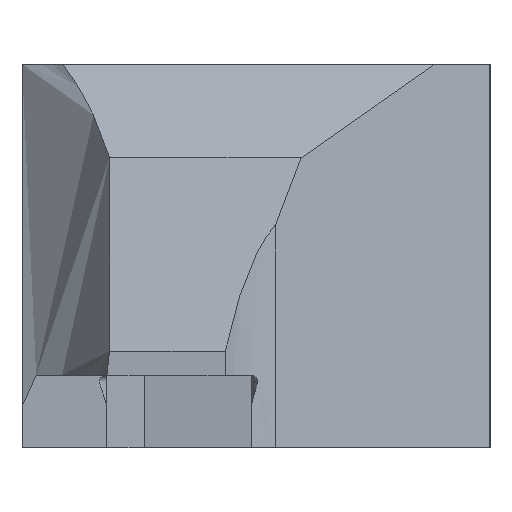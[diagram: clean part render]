
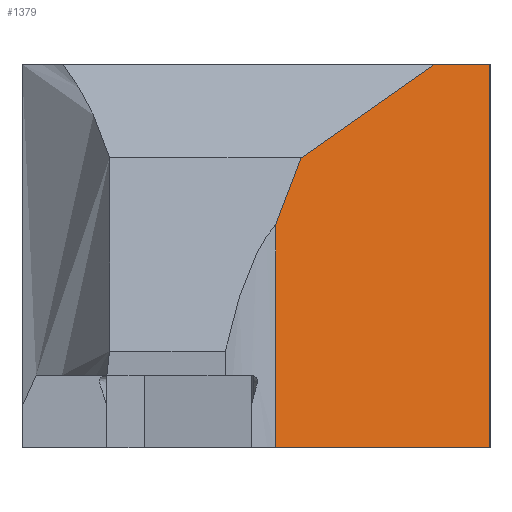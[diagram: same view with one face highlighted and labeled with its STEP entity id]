
A CAD part, left-side view. The second image highlights one B-rep face of the part: STEP entity #1379.
In plain terms, the highlighted planar face has unit normal (-0.819, -0.574, 0).
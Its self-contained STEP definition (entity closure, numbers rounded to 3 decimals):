
#12 = FACE_OUTER_BOUND ( 'NONE', #716, .T. ) ;
#14 = EDGE_CURVE ( 'Defeature ausgef�hrt1_20+Defeature ausgef�hrt1_15+Defeature ausgef�hrt1_14+Defeature ausgef�hrt1_19', #1355, #1063, #51, .T. ) ;
#51 = LINE ( 'NONE', #1058, #1019 ) ;
#66 = EDGE_CURVE ( 'Defeature ausgef�hrt1_7+Defeature ausgef�hrt1_15+Defeature ausgef�hrt1_5+Defeature ausgef�hrt1_14', #358, #1072, #1103, .T. ) ;
#160 = VECTOR ( 'NONE', #1330, 1000. ) ;
#195 = DIRECTION ( 'NONE',  ( 0., 0., -1. ) ) ;
#226 = AXIS2_PLACEMENT_3D ( 'NONE', #1622, #861, #241 ) ;
#241 = DIRECTION ( 'NONE',  ( -0.574, 0.819, 0. ) ) ;
#242 = ORIENTED_EDGE ( 'NONE', *, *, #1373, .T. ) ;
#269 = CARTESIAN_POINT ( 'NONE',  ( 1.4, 8.875, -22.525 ) ) ;
#320 = ORIENTED_EDGE ( 'NONE', *, *, #14, .F. ) ;
#358 = VERTEX_POINT ( 'NONE', #785 ) ;
#513 = LINE ( 'NONE', #1375, #565 ) ;
#517 = DIRECTION ( 'NONE',  ( 0.243, -0.347, 0.906 ) ) ;
#565 = VECTOR ( 'NONE', #195, 1000. ) ;
#582 = EDGE_CURVE ( 'Defeature ausgef�hrt1_15+Defeature ausgef�hrt1_6+Defeature ausgef�hrt1_5+Defeature ausgef�hrt1_19', #1488, #740, #1392, .T. ) ;
#662 = DIRECTION ( 'NONE',  ( 0., 0., -1. ) ) ;
#663 = ORIENTED_EDGE ( 'NONE', *, *, #1232, .F. ) ;
#671 = VECTOR ( 'NONE', #1526, 1000. ) ;
#716 = EDGE_LOOP ( 'NONE', ( #320, #242, #885, #663, #1356, #840 ) ) ;
#740 = VERTEX_POINT ( 'NONE', #1240 ) ;
#767 = CARTESIAN_POINT ( 'NONE',  ( 7.614, 0., -15.875 ) ) ;
#785 = CARTESIAN_POINT ( 'NONE',  ( 7.614, 0., -31.75 ) ) ;
#840 = ORIENTED_EDGE ( 'NONE', *, *, #1268, .F. ) ;
#861 = DIRECTION ( 'NONE',  ( 0.819, 0.574, 0. ) ) ;
#875 = LINE ( 'NONE', #991, #953 ) ;
#885 = ORIENTED_EDGE ( 'NONE', *, *, #66, .F. ) ;
#953 = VECTOR ( 'NONE', #662, 1000. ) ;
#991 = CARTESIAN_POINT ( 'NONE',  ( 7.614, 0., -15.875 ) ) ;
#1019 = VECTOR ( 'NONE', #517, 1000. ) ;
#1058 = CARTESIAN_POINT ( 'NONE',  ( 2.863, 6.786, -17.066 ) ) ;
#1063 = VERTEX_POINT ( 'NONE', #1261 ) ;
#1072 = VERTEX_POINT ( 'NONE', #1350 ) ;
#1103 = LINE ( 'NONE', #1362, #671 ) ;
#1176 = CARTESIAN_POINT ( 'NONE',  ( 1.4, 8.875, -15.875 ) ) ;
#1232 = EDGE_CURVE ( 'Defeature ausgef�hrt1_5+Defeature ausgef�hrt1_15+Defeature ausgef�hrt1_6+Defeature ausgef�hrt1_7', #1488, #358, #875, .T. ) ;
#1240 = CARTESIAN_POINT ( 'NONE',  ( 6.019, 2.279, -15.875 ) ) ;
#1258 = VECTOR ( 'NONE', #1538, 1000. ) ;
#1261 = CARTESIAN_POINT ( 'NONE',  ( 2.144, 7.813, -19.75 ) ) ;
#1268 = EDGE_CURVE ( 'Defeature ausgef�hrt1_19+Defeature ausgef�hrt1_15+Defeature ausgef�hrt1_20+Defeature ausgef�hrt1_6', #1063, #740, #1369, .T. ) ;
#1330 = DIRECTION ( 'NONE',  ( 0.498, -0.711, 0.498 ) ) ;
#1350 = CARTESIAN_POINT ( 'NONE',  ( 1.4, 8.875, -31.75 ) ) ;
#1355 = VERTEX_POINT ( 'NONE', #269 ) ;
#1356 = ORIENTED_EDGE ( 'NONE', *, *, #582, .T. ) ;
#1362 = CARTESIAN_POINT ( 'NONE',  ( 1.4, 8.875, -31.75 ) ) ;
#1369 = LINE ( 'NONE', #1557, #160 ) ;
#1373 = EDGE_CURVE ( 'Defeature ausgef�hrt1_15+Defeature ausgef�hrt1_14+Defeature ausgef�hrt1_20+Defeature ausgef�hrt1_7', #1355, #1072, #513, .T. ) ;
#1375 = CARTESIAN_POINT ( 'NONE',  ( 1.4, 8.875, -15.875 ) ) ;
#1379 = ADVANCED_FACE ( 'Defeature ausgef�hrt1_15', ( #12 ), #1611, .F. ) ;
#1392 = LINE ( 'NONE', #1176, #1258 ) ;
#1488 = VERTEX_POINT ( 'NONE', #767 ) ;
#1526 = DIRECTION ( 'NONE',  ( -0.574, 0.819, 0. ) ) ;
#1538 = DIRECTION ( 'NONE',  ( -0.574, 0.819, 0. ) ) ;
#1557 = CARTESIAN_POINT ( 'NONE',  ( 2.543, 7.242, -19.35 ) ) ;
#1611 = PLANE ( 'NONE',  #226 ) ;
#1622 = CARTESIAN_POINT ( 'NONE',  ( 1.4, 8.875, -15.875 ) ) ;
